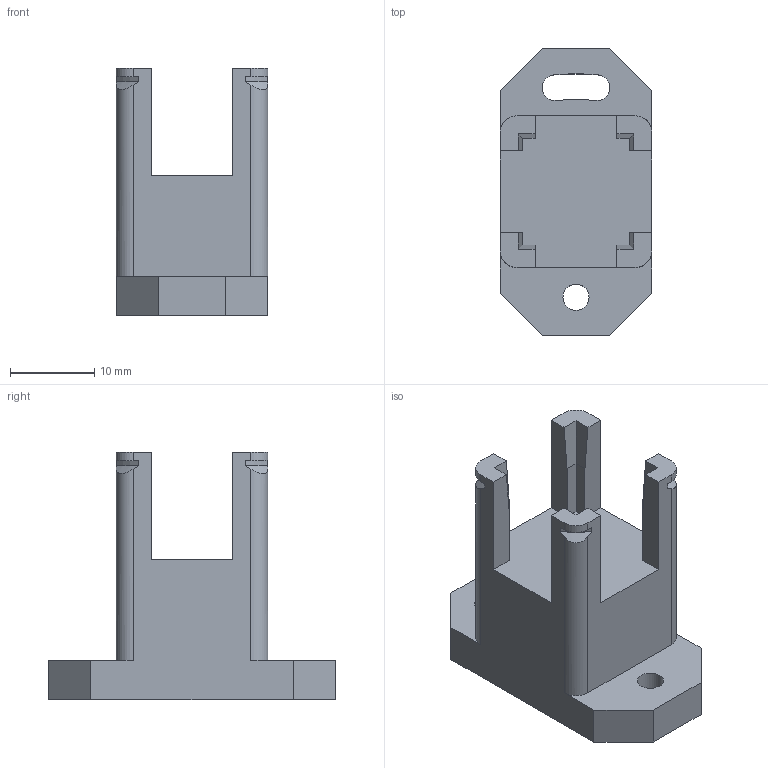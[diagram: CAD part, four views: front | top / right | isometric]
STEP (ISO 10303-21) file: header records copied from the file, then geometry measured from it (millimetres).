
FILE_DESCRIPTION(/* description */ (''),/* implementation_level */ '2;1');
FILE_NAME(/* name */ 'MicroRail-FlextureBase-CubeAttachment.stp',/* time_stamp */ '2023-06-07T15:16:06+02:00',/* author */ ('hello'),/* organization */ (''),/* preprocessor_version */ 'ST-DEVELOPER v19.2',/* originating_system */ 'Autodesk Inventor 2023',/* authorisation */ '');
FILE_SCHEMA (('AUTOMOTIVE_DESIGN { 1 0 10303 214 3 1 1 }'));
Length unit declared in the file: millimetre
Products named in the file (1): MicroRail-FlextureBase-CubeAttachment
Bounding box: 18 x 34 x 29.35 mm (x, y, z)
Volume: 7009.6 mm3; surface area: 3255.5 mm2
Topology: 1 solids, 1 shells, 67 faces, 191 edges, 126 vertices
Faces by surface type: plane 46, cylinder 17, cone 4
Full cylindrical faces by diameter (mm): 3.1 x1
Entity records: 2250 total; most frequent: CARTESIAN_POINT 453, ORIENTED_EDGE 382, DIRECTION 345, EDGE_CURVE 191, LINE 149, VECTOR 149, VERTEX_POINT 126, AXIS2_PLACEMENT_3D 98
